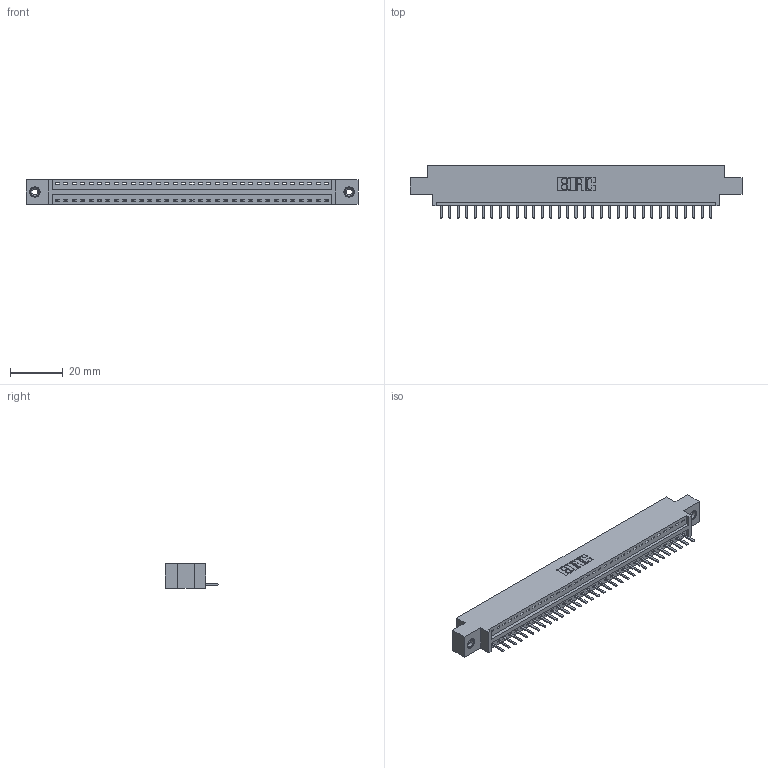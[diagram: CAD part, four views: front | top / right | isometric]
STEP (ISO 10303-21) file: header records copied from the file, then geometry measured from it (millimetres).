
FILE_DESCRIPTION (( 'STEP AP203' ), '1' );
FILE_NAME ('396-033-520-608.STEP', '2018-09-05T12:36:46', ( '' ), ( '' ), 'SwSTEP 2.0', 'SolidWorks 2016', '' );
FILE_SCHEMA (( 'CONFIG_CONTROL_DESIGN' ));
Length unit declared in the file: inch
Products named in the file (4): 345-292-001_345-293-120; 345-250-001_345-250-003-102; 396-033-520-608; 346 Part_0.170 Offset - 0.156 Dia-TI
Assembly tree (36 placements, depth 2):
  396-033-520-608
    346 Part_0.170 Offset - 0.156 Dia-TI
    345-292-001_345-293-120  x33
    345-250-001_345-250-003-102  x2
Bounding box: 125.35 x 20.02 x 9.4 mm (x, y, z)
Volume: 381.9 mm3; surface area: 14364.5 mm2
Topology: 35 solids, 36 shells, 2231 faces, 6549 edges, 4270 vertices
Faces by surface type: plane 1497, cylinder 718, cone 12, torus 4
Entity records: 23124 total; most frequent: CARTESIAN_POINT 3962, ORIENTED_EDGE 3910, DIRECTION 3519, EDGE_CURVE 1955, LINE 1667, VECTOR 1667, VERTEX_POINT 1296, AXIS2_PLACEMENT_3D 926
